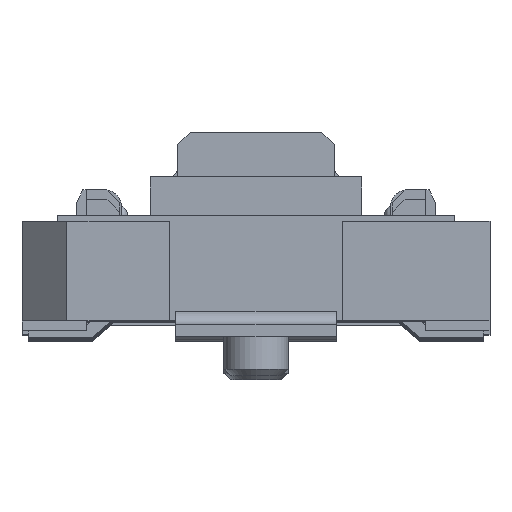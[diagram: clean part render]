
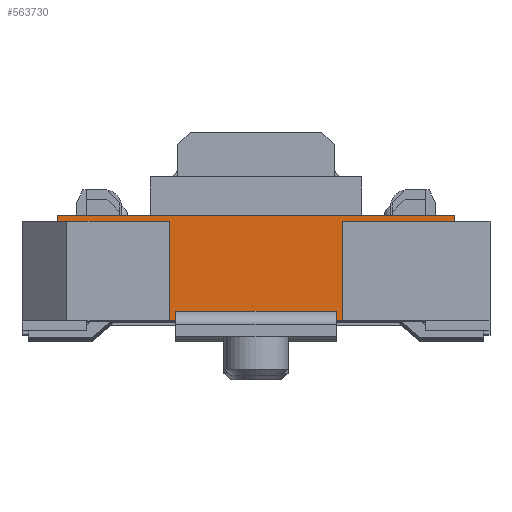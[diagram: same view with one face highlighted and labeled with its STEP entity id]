
A CAD part, top view. The second image highlights one B-rep face of the part: STEP entity #563730.
In plain terms, the highlighted planar face has unit normal (0, 0, 1).
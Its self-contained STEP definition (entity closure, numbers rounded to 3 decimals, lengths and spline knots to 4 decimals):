
#518370=CARTESIAN_POINT('',(-5.3512,0.9176,
33.6482));
#518380=VERTEX_POINT('',#518370);
#518430=CARTESIAN_POINT('',(-2.6569,0.9176,
33.6482));
#518440=DIRECTION('',(-1.,0.,0.));
#518450=VECTOR('',#518440,1.);
#518460=LINE('',#518430,#518450);
#518470=CARTESIAN_POINT('',(-3.6012,0.9176,
33.6482));
#518480=VERTEX_POINT('',#518470);
#518490=EDGE_CURVE('',#518480,#518380,#518460,.T.);
#520670=CARTESIAN_POINT('',(-3.6012,-0.6324,
33.6482));
#520680=VERTEX_POINT('',#520670);
#520710=CARTESIAN_POINT('',(-2.6569,-0.6324,
33.6482));
#520720=DIRECTION('',(-1.,0.,0.));
#520730=VECTOR('',#520720,1.);
#520740=LINE('',#520710,#520730);
#520750=CARTESIAN_POINT('',(-3.5012,-0.6324,
33.6482));
#520760=VERTEX_POINT('',#520750);
#520770=EDGE_CURVE('',#520760,#520680,#520740,.T.);
#520990=CARTESIAN_POINT('',(-1.0012,-0.6324,
33.6482));
#521000=VERTEX_POINT('',#520990);
#521030=CARTESIAN_POINT('',(-0.9012,-0.6324,
33.6482));
#521040=VERTEX_POINT('',#521030);
#521050=EDGE_CURVE('',#521040,#521000,#520740,.T.);
#559120=CARTESIAN_POINT('',(-5.3512,1.0176,
33.6482));
#559130=VERTEX_POINT('',#559120);
#559690=CARTESIAN_POINT('',(0.8488,1.0176,
33.6482));
#559700=VERTEX_POINT('',#559690);
#559730=CARTESIAN_POINT('',(-2.6569,1.0176,
33.6482));
#559740=DIRECTION('',(1.,0.,-0.));
#559750=VECTOR('',#559740,1.);
#559760=LINE('',#559730,#559750);
#559770=EDGE_CURVE('',#559130,#559700,#559760,.T.);
#560630=CARTESIAN_POINT('',(0.8488,0.9176,
33.6482));
#560640=VERTEX_POINT('',#560630);
#560670=CARTESIAN_POINT('',(0.8488,1.349,
33.6482));
#560680=DIRECTION('',(0.,-1.,0.));
#560690=VECTOR('',#560680,1.);
#560700=LINE('',#560670,#560690);
#560710=EDGE_CURVE('',#559700,#560640,#560700,.T.);
#562540=CARTESIAN_POINT('',(-5.3512,1.349,
33.6482));
#562550=DIRECTION('',(0.,-1.,0.));
#562560=VECTOR('',#562550,1.);
#562570=LINE('',#562540,#562560);
#562580=EDGE_CURVE('',#559130,#518380,#562570,.T.);
#563100=CARTESIAN_POINT('',(-0.9012,1.349,
33.6482));
#563110=DIRECTION('',(0.,-1.,0.));
#563120=VECTOR('',#563110,1.);
#563130=LINE('',#563100,#563120);
#563140=CARTESIAN_POINT('',(-0.9012,0.9176,
33.6482));
#563150=VERTEX_POINT('',#563140);
#563160=EDGE_CURVE('',#563150,#521040,#563130,.T.);
#563290=CARTESIAN_POINT('',(-3.5012,0.5176,
33.6482));
#563300=DIRECTION('',(0.,0.,1.));
#563310=DIRECTION('',(-1.,0.,0.));
#563320=AXIS2_PLACEMENT_3D('',#563290,#563300,#563310);
#563330=PLANE('',#563320);
#563340=ORIENTED_EDGE('',*,*,#563160,.F.);
#563350=ORIENTED_EDGE('',*,*,#521050,.F.);
#563360=CARTESIAN_POINT('',(-1.0012,1.349,
33.6482));
#563370=DIRECTION('',(0.,-1.,0.));
#563380=VECTOR('',#563370,1.);
#563390=LINE('',#563360,#563380);
#563400=CARTESIAN_POINT('',(-1.0012,-0.4824,
33.6482));
#563410=VERTEX_POINT('',#563400);
#563420=EDGE_CURVE('',#563410,#521000,#563390,.T.);
#563430=ORIENTED_EDGE('',*,*,#563420,.T.);
#563440=CARTESIAN_POINT('',(-3.5012,-0.4824,
33.6482));
#563450=DIRECTION('',(-1.,0.,0.));
#563460=VECTOR('',#563450,1.);
#563470=LINE('',#563440,#563460);
#563480=CARTESIAN_POINT('',(-3.5012,-0.4824,
33.6482));
#563490=VERTEX_POINT('',#563480);
#563500=EDGE_CURVE('',#563410,#563490,#563470,.T.);
#563510=ORIENTED_EDGE('',*,*,#563500,.F.);
#563520=CARTESIAN_POINT('',(-3.5012,1.349,
33.6482));
#563530=DIRECTION('',(0.,1.,0.));
#563540=VECTOR('',#563530,1.);
#563550=LINE('',#563520,#563540);
#563560=EDGE_CURVE('',#520760,#563490,#563550,.T.);
#563570=ORIENTED_EDGE('',*,*,#563560,.T.);
#563580=ORIENTED_EDGE('',*,*,#520770,.F.);
#563590=CARTESIAN_POINT('',(-3.6012,1.349,
33.6482));
#563600=DIRECTION('',(0.,-1.,0.));
#563610=VECTOR('',#563600,1.);
#563620=LINE('',#563590,#563610);
#563630=EDGE_CURVE('',#518480,#520680,#563620,.T.);
#563640=ORIENTED_EDGE('',*,*,#563630,.T.);
#563650=ORIENTED_EDGE('',*,*,#518490,.F.);
#563660=ORIENTED_EDGE('',*,*,#562580,.T.);
#563670=ORIENTED_EDGE('',*,*,#559770,.F.);
#563680=ORIENTED_EDGE('',*,*,#560710,.F.);
#563690=EDGE_CURVE('',#560640,#563150,#518460,.T.);
#563700=ORIENTED_EDGE('',*,*,#563690,.F.);
#563710=EDGE_LOOP('',(#563700,#563680,#563670,#563660,#563650,#563640,
#563580,#563570,#563510,#563430,#563350,#563340));
#563720=FACE_OUTER_BOUND('',#563710,.T.);
#563730=ADVANCED_FACE('',(#563720),#563330,.T.);
